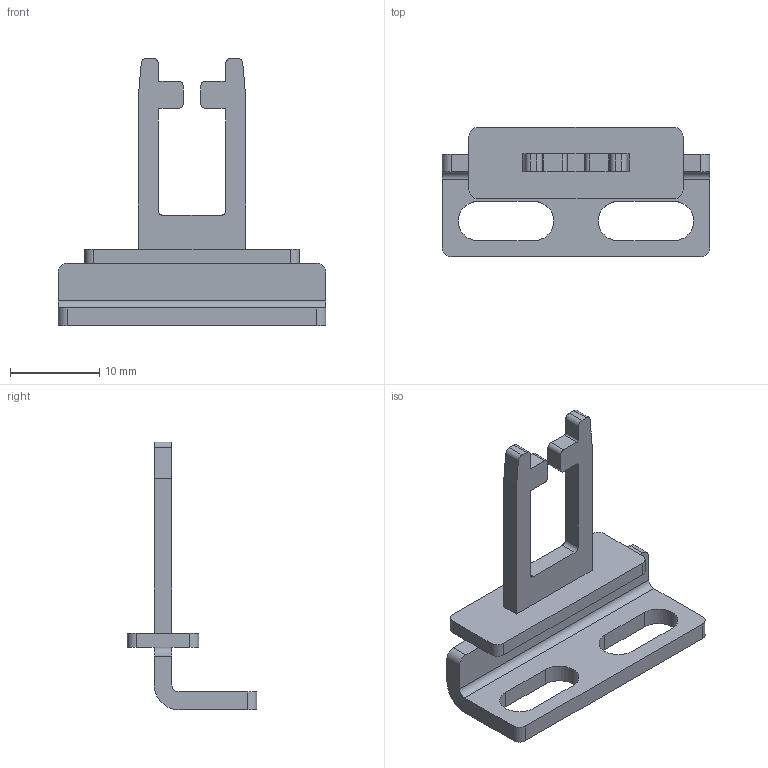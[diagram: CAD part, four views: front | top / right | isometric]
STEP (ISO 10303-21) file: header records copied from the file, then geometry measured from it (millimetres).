
FILE_DESCRIPTION (( 'STEP AP214' ), '1' );
FILE_NAME ('KEY3.STEP', '2023-05-04T17:27:00', ( '' ), ( '' ), 'SwSTEP 2.0', 'SolidWorks 2021', '' );
FILE_SCHEMA (( 'AUTOMOTIVE_DESIGN' ));
Length unit declared in the file: inch
Products named in the file (1): KEY3
Bounding box: 30 x 14.5 x 30 mm (x, y, z)
Volume: 1352.1 mm3; surface area: 1889.3 mm2
Topology: 1 solids, 1 shells, 67 faces, 188 edges, 124 vertices
Faces by surface type: plane 39, cylinder 28
Entity records: 3085 total; most frequent: CARTESIAN_POINT 380, DIRECTION 380, ORIENTED_EDGE 376, EDGE_CURVE 188, LINE 132, VECTOR 132, VERTEX_POINT 124, AXIS2_PLACEMENT_3D 124
